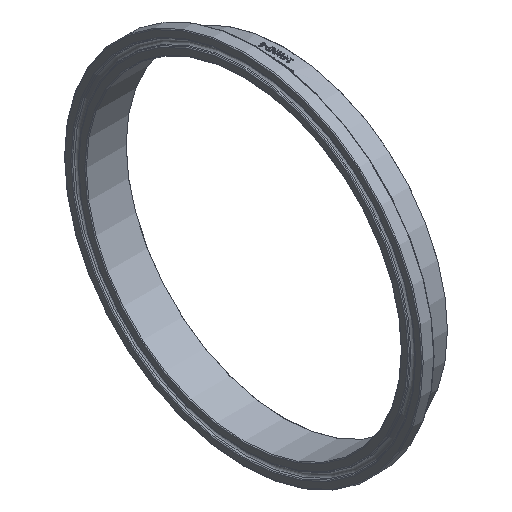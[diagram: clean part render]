
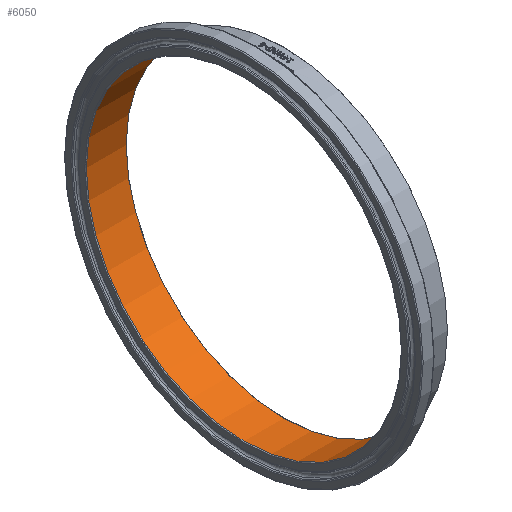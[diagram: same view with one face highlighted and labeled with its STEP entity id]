
A CAD part, isometric view. The second image highlights one B-rep face of the part: STEP entity #6050.
In plain terms, the highlighted cylindrical face has radius 73.431 mm (diameter 146.863 mm), a full revolution.
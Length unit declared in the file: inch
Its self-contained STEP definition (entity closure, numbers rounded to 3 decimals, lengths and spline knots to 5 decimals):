
#102=FACE_BOUND('',#1405,.T.);
#1029=FACE_OUTER_BOUND('',#1404,.T.);
#1404=EDGE_LOOP('',(#5632));
#1405=EDGE_LOOP('',(#5633));
#1574=CIRCLE('',#6425,2.891);
#1576=CIRCLE('',#6429,2.891);
#2980=VERTEX_POINT('',#13352);
#2982=VERTEX_POINT('',#13358);
#3871=EDGE_CURVE('',#2980,#2980,#1574,.T.);
#3873=EDGE_CURVE('',#2982,#2982,#1576,.T.);
#5632=ORIENTED_EDGE('',*,*,#3873,.F.);
#5633=ORIENTED_EDGE('',*,*,#3871,.F.);
#5700=CYLINDRICAL_SURFACE('',#6428,2.891);
#6050=ADVANCED_FACE('',(#1029,#102),#5700,.F.);
#6425=AXIS2_PLACEMENT_3D('',#13353,#7574,#7575);
#6428=AXIS2_PLACEMENT_3D('',#13357,#7580,#7581);
#6429=AXIS2_PLACEMENT_3D('',#13359,#7582,#7583);
#7574=DIRECTION('center_axis',(-1.,0.,0.));
#7575=DIRECTION('ref_axis',(0.,-1.,0.));
#7580=DIRECTION('center_axis',(1.,0.,0.));
#7581=DIRECTION('ref_axis',(0.,1.,0.));
#7582=DIRECTION('center_axis',(1.,0.,0.));
#7583=DIRECTION('ref_axis',(0.,-1.,0.));
#13352=CARTESIAN_POINT('',(0.745,2.891,0.));
#13353=CARTESIAN_POINT('Origin',(0.745,0.,0.));
#13357=CARTESIAN_POINT('Origin',(0.3905,0.,0.));
#13358=CARTESIAN_POINT('',(0.015,2.891,0.));
#13359=CARTESIAN_POINT('Origin',(0.015,0.,0.));
